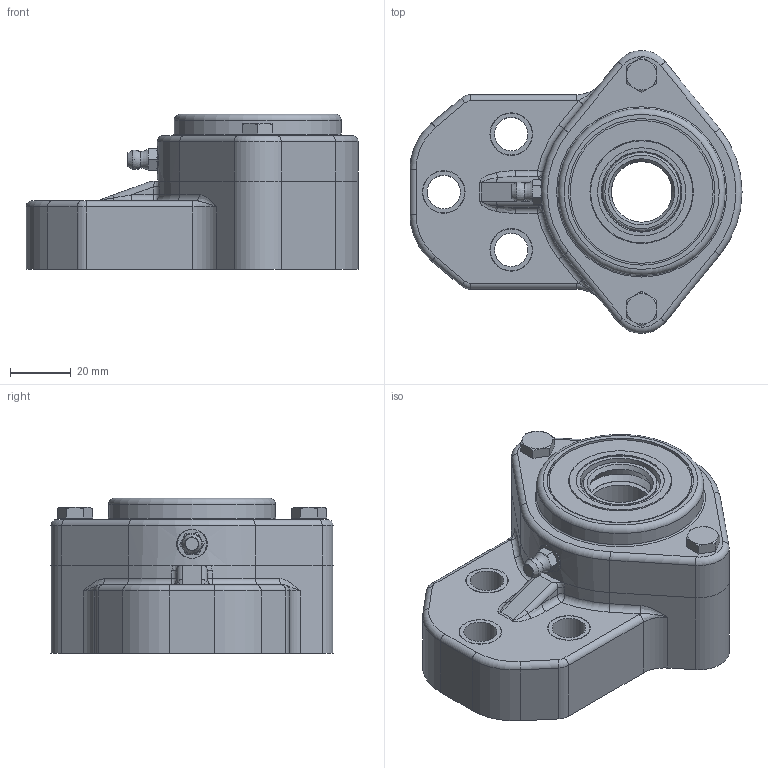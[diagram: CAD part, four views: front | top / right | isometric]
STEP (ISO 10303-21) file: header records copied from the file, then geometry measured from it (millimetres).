
FILE_DESCRIPTION(/* description */ (''),/* implementation_level */ '2;1');
FILE_NAME(/* name */ 'NGB20F31.stp',/* time_stamp */ '2024-09-27T07:57:56+02:00',/* author */ ('rkk'),/* organization */ (''),/* preprocessor_version */ 'ST-DEVELOPER v19.2',/* originating_system */ 'Autodesk Inventor 2023',/* authorisation */ '');
FILE_SCHEMA (('AUTOMOTIVE_DESIGN { 1 0 10303 214 3 1 1 }'));
Length unit declared in the file: millimetre
Products named in the file (1): Part5
Bounding box: 109.2 x 92.93 x 51.15 mm (x, y, z)
Volume: 209170.9 mm3; surface area: 58648.8 mm2
Topology: 6 solids, 16 shells, 380 faces, 882 edges, 559 vertices
Faces by surface type: cylinder 134, plane 129, cone 57, torus 43, bspline 10, sphere 7
Full cylindrical faces by diameter (mm): 2.4 x1, 3 x4, 4.917 x2, 5.459 x2, 6 x4, 6.5 x2, 8 x1, 8.7 x2, 9 x2, 11 x3, 14 x3, 20 x2, 24.2 x2, 26.5 x2, 26.9 x2, 29 x2, 29.27 x2, 30 x4, 30.85 x1, 33 x1, 33.6 x1, 34 x1, 38.75 x1, 40.33 x4, 47 x2, 48.2 x1, 53.5 x2, 55 x1, 60 x2, 62.8 x2
Entity records: 12452 total; most frequent: CARTESIAN_POINT 2999, DIRECTION 1993, ORIENTED_EDGE 1778, EDGE_CURVE 889, AXIS2_PLACEMENT_3D 851, VERTEX_POINT 588, CIRCLE 470, EDGE_LOOP 464
